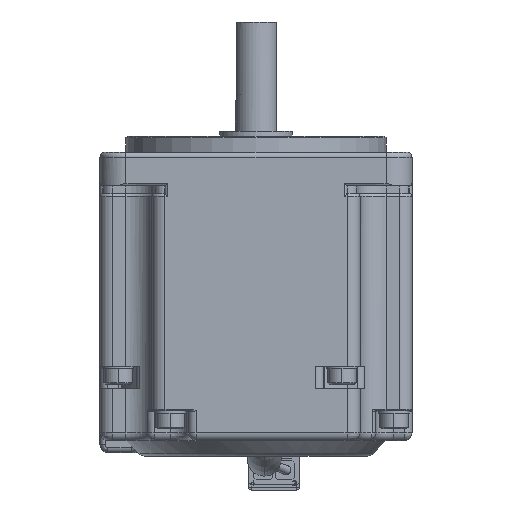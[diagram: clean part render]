
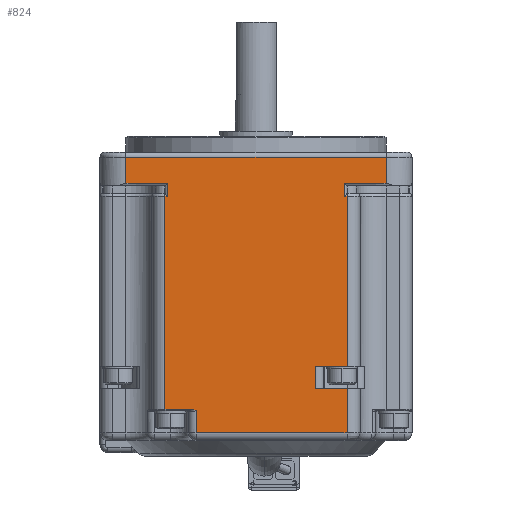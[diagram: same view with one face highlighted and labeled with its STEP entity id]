
A CAD part, front view. The second image highlights one B-rep face of the part: STEP entity #824.
In plain terms, the highlighted planar face has unit normal (0, -1, 0).
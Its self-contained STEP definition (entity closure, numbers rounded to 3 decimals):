
#191=CARTESIAN_POINT('',(-25.,-30.,-25.65));
#192=VERTEX_POINT('',#191);
#193=CARTESIAN_POINT('',(-25.,-30.,-20.65));
#194=VERTEX_POINT('',#193);
#195=CARTESIAN_POINT('',(-25.,-30.,-25.65));
#196=DIRECTION('',(0.,0.,1.));
#197=VECTOR('',#196,5.);
#198=LINE('',#195,#197);
#199=EDGE_CURVE('',#192,#194,#198,.T.);
#673=CARTESIAN_POINT('',(0.,-30.,-47.15));
#674=DIRECTION('',(0.,0.,1.));
#675=DIRECTION('',(0.,-1.,0.));
#676=AXIS2_PLACEMENT_3D('',#673,#675,#674);
#677=PLANE('',#676);
#678=CARTESIAN_POINT('',(17.5,-30.,-28.15));
#679=VERTEX_POINT('',#678);
#680=CARTESIAN_POINT('',(17.,-30.,-28.15));
#681=VERTEX_POINT('',#680);
#682=CARTESIAN_POINT('',(17.5,-30.,-28.15));
#683=DIRECTION('',(-1.,0.,0.));
#684=VECTOR('',#683,0.5);
#685=LINE('',#682,#684);
#686=EDGE_CURVE('',#679,#681,#685,.T.);
#687=ORIENTED_EDGE('',*,*,#686,.T.);
#688=CARTESIAN_POINT('',(17.,-30.,-25.65));
#689=VERTEX_POINT('',#688);
#690=CARTESIAN_POINT('',(17.,-30.,-28.15));
#691=DIRECTION('',(0.,0.,1.));
#692=VECTOR('',#691,2.5);
#693=LINE('',#690,#692);
#694=EDGE_CURVE('',#681,#689,#693,.T.);
#695=ORIENTED_EDGE('',*,*,#694,.T.);
#696=CARTESIAN_POINT('',(25.,-30.,-25.65));
#697=VERTEX_POINT('',#696);
#698=CARTESIAN_POINT('',(17.,-30.,-25.65));
#699=DIRECTION('',(1.,0.,0.));
#700=VECTOR('',#699,8.);
#701=LINE('',#698,#700);
#702=EDGE_CURVE('',#689,#697,#701,.T.);
#703=ORIENTED_EDGE('',*,*,#702,.T.);
#704=CARTESIAN_POINT('',(25.,-30.,-20.65));
#705=VERTEX_POINT('',#704);
#706=CARTESIAN_POINT('',(25.,-30.,-25.65));
#707=DIRECTION('',(0.,0.,1.));
#708=VECTOR('',#707,5.);
#709=LINE('',#706,#708);
#710=EDGE_CURVE('',#697,#705,#709,.T.);
#711=ORIENTED_EDGE('',*,*,#710,.T.);
#712=CARTESIAN_POINT('',(25.,-30.,-20.65));
#713=DIRECTION('',(-1.,0.,0.));
#714=VECTOR('',#713,50.);
#715=LINE('',#712,#714);
#716=EDGE_CURVE('',#705,#194,#715,.T.);
#717=ORIENTED_EDGE('',*,*,#716,.T.);
#718=ORIENTED_EDGE('',*,*,#199,.F.);
#719=CARTESIAN_POINT('',(-17.,-30.,-25.65));
#720=VERTEX_POINT('',#719);
#721=CARTESIAN_POINT('',(-25.,-30.,-25.65));
#722=DIRECTION('',(1.,0.,0.));
#723=VECTOR('',#722,8.);
#724=LINE('',#721,#723);
#725=EDGE_CURVE('',#192,#720,#724,.T.);
#726=ORIENTED_EDGE('',*,*,#725,.T.);
#727=CARTESIAN_POINT('',(-17.,-30.,-28.15));
#728=VERTEX_POINT('',#727);
#729=CARTESIAN_POINT('',(-17.,-30.,-25.65));
#730=DIRECTION('',(0.,0.,-1.));
#731=VECTOR('',#730,2.5);
#732=LINE('',#729,#731);
#733=EDGE_CURVE('',#720,#728,#732,.T.);
#734=ORIENTED_EDGE('',*,*,#733,.T.);
#735=CARTESIAN_POINT('',(-17.5,-30.,-28.15));
#736=VERTEX_POINT('',#735);
#737=CARTESIAN_POINT('',(-17.,-30.,-28.15));
#738=DIRECTION('',(-1.,0.,0.));
#739=VECTOR('',#738,0.5);
#740=LINE('',#737,#739);
#741=EDGE_CURVE('',#728,#736,#740,.T.);
#742=ORIENTED_EDGE('',*,*,#741,.T.);
#743=CARTESIAN_POINT('',(-17.5,-30.,-69.15));
#744=VERTEX_POINT('',#743);
#745=CARTESIAN_POINT('',(-17.5,-30.,-28.15));
#746=DIRECTION('',(0.,0.,-1.));
#747=VECTOR('',#746,41.);
#748=LINE('',#745,#747);
#749=EDGE_CURVE('',#736,#744,#748,.T.);
#750=ORIENTED_EDGE('',*,*,#749,.T.);
#751=CARTESIAN_POINT('',(-12.597,-30.,-69.15));
#752=VERTEX_POINT('',#751);
#753=CARTESIAN_POINT('',(-17.5,-30.,-69.15));
#754=DIRECTION('',(1.,0.,0.));
#755=VECTOR('',#754,4.903);
#756=LINE('',#753,#755);
#757=EDGE_CURVE('',#744,#752,#756,.T.);
#758=ORIENTED_EDGE('',*,*,#757,.T.);
#759=CARTESIAN_POINT('',(-11.5,-30.,-69.35));
#760=VERTEX_POINT('',#759);
#761=CARTESIAN_POINT('',(-12.597,-30.,-69.15));
#762=CARTESIAN_POINT('',(-12.364,-30.,-69.15));
#763=CARTESIAN_POINT('',(-11.542,-30.,-69.3));
#764=CARTESIAN_POINT('',(-11.5,-30.,-69.35));
#765=B_SPLINE_CURVE_WITH_KNOTS('',3,(#761,#762,#763,#764),.UNSPECIFIED.,.F.,.U.,(4,4),(0.,1.),.UNSPECIFIED.);
#766=EDGE_CURVE('',#752,#760,#765,.T.);
#767=ORIENTED_EDGE('',*,*,#766,.T.);
#768=CARTESIAN_POINT('',(-11.5,-30.,-73.65));
#769=VERTEX_POINT('',#768);
#770=CARTESIAN_POINT('',(-11.5,-30.,-69.35));
#771=DIRECTION('',(0.,0.,-1.));
#772=VECTOR('',#771,4.3);
#773=LINE('',#770,#772);
#774=EDGE_CURVE('',#760,#769,#773,.T.);
#775=ORIENTED_EDGE('',*,*,#774,.T.);
#776=CARTESIAN_POINT('',(17.5,-30.,-73.65));
#777=VERTEX_POINT('',#776);
#778=CARTESIAN_POINT('',(-11.5,-30.,-73.65));
#779=DIRECTION('',(1.,0.,0.));
#780=VECTOR('',#779,29.);
#781=LINE('',#778,#780);
#782=EDGE_CURVE('',#769,#777,#781,.T.);
#783=ORIENTED_EDGE('',*,*,#782,.T.);
#784=CARTESIAN_POINT('',(17.5,-30.,-65.15));
#785=VERTEX_POINT('',#784);
#786=CARTESIAN_POINT('',(17.5,-30.,-73.65));
#787=DIRECTION('',(0.,0.,1.));
#788=VECTOR('',#787,8.5);
#789=LINE('',#786,#788);
#790=EDGE_CURVE('',#777,#785,#789,.T.);
#791=ORIENTED_EDGE('',*,*,#790,.T.);
#792=CARTESIAN_POINT('',(11.5,-30.,-65.15));
#793=VERTEX_POINT('',#792);
#794=CARTESIAN_POINT('',(17.5,-30.,-65.15));
#795=DIRECTION('',(-1.,0.,0.));
#796=VECTOR('',#795,6.);
#797=LINE('',#794,#796);
#798=EDGE_CURVE('',#785,#793,#797,.T.);
#799=ORIENTED_EDGE('',*,*,#798,.T.);
#800=CARTESIAN_POINT('',(11.5,-30.,-60.85));
#801=VERTEX_POINT('',#800);
#802=CARTESIAN_POINT('',(11.5,-30.,-65.15));
#803=DIRECTION('',(0.,0.,1.));
#804=VECTOR('',#803,4.3);
#805=LINE('',#802,#804);
#806=EDGE_CURVE('',#793,#801,#805,.T.);
#807=ORIENTED_EDGE('',*,*,#806,.T.);
#808=CARTESIAN_POINT('',(17.5,-30.,-60.85));
#809=VERTEX_POINT('',#808);
#810=CARTESIAN_POINT('',(11.5,-30.,-60.85));
#811=DIRECTION('',(1.,0.,0.));
#812=VECTOR('',#811,6.);
#813=LINE('',#810,#812);
#814=EDGE_CURVE('',#801,#809,#813,.T.);
#815=ORIENTED_EDGE('',*,*,#814,.T.);
#816=CARTESIAN_POINT('',(17.5,-30.,-60.85));
#817=DIRECTION('',(0.,0.,1.));
#818=VECTOR('',#817,32.7);
#819=LINE('',#816,#818);
#820=EDGE_CURVE('',#809,#679,#819,.T.);
#821=ORIENTED_EDGE('',*,*,#820,.T.);
#822=EDGE_LOOP('',(#687,#695,#703,#711,#717,#718,#726,#734,#742,#750,#758,#767,#775,#783,#791,#799,#807,#815,#821));
#823=FACE_OUTER_BOUND('',#822,.T.);
#824=ADVANCED_FACE('',(#823),#677,.T.);
